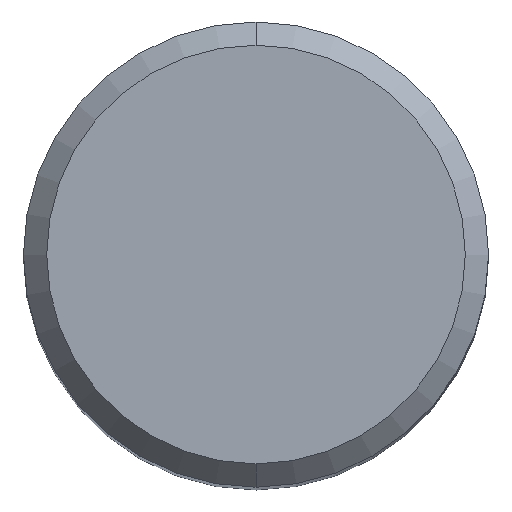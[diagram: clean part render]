
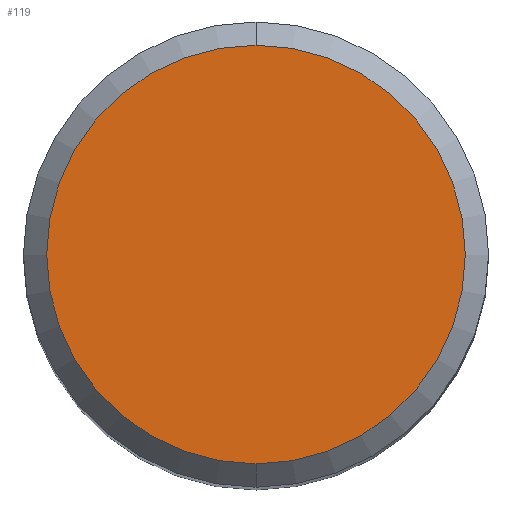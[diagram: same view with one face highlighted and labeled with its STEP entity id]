
A CAD part, top view. The second image highlights one B-rep face of the part: STEP entity #119.
In plain terms, the highlighted planar face has unit normal (0, 0, 1).
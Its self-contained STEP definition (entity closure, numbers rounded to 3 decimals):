
#99=EDGE_CURVE('',#213,#165,#250,.T.);
#119=ADVANCED_FACE('',(#273),#274,.T.);
#165=VERTEX_POINT('',#327);
#209=EDGE_CURVE('',#165,#213,#375,.T.);
#213=VERTEX_POINT('',#379);
#250=CIRCLE('',#411,5.4);
#273=FACE_OUTER_BOUND('',#443,.T.);
#274=PLANE('',#444);
#327=CARTESIAN_POINT('',(0.,-5.4,0.));
#375=CIRCLE('',#570,5.4);
#379=CARTESIAN_POINT('',(0.0,5.4,0.));
#411=AXIS2_PLACEMENT_3D('',#601,#602,#603);
#443=EDGE_LOOP('',(#638,#639));
#444=AXIS2_PLACEMENT_3D('',#640,#641,#642);
#570=AXIS2_PLACEMENT_3D('',#770,#771,#772);
#601=CARTESIAN_POINT('',(0.0,0.0,0.));
#602=DIRECTION('',(0.0,0.0,-1.0));
#603=DIRECTION('',(0.0,1.0,0.0));
#638=ORIENTED_EDGE('',*,*,#99,.F.);
#639=ORIENTED_EDGE('',*,*,#209,.F.);
#640=CARTESIAN_POINT('',(0.0,2.7,0.));
#641=DIRECTION('',(-0.0,0.0,1.0));
#642=DIRECTION('',(0.0,-1.0,0.0));
#770=CARTESIAN_POINT('',(0.0,0.0,0.));
#771=DIRECTION('',(0.0,0.0,-1.0));
#772=DIRECTION('',(0.0,1.0,0.0));
